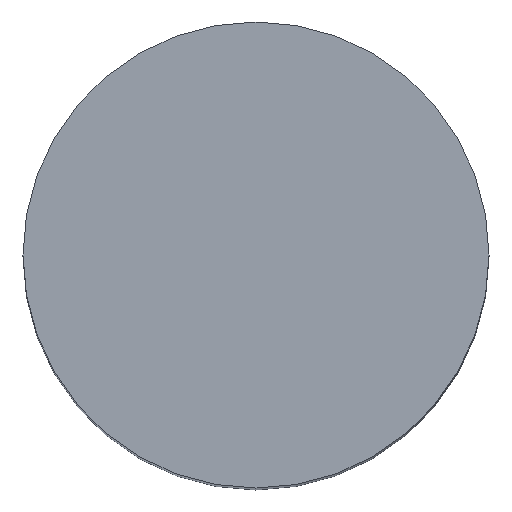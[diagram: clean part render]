
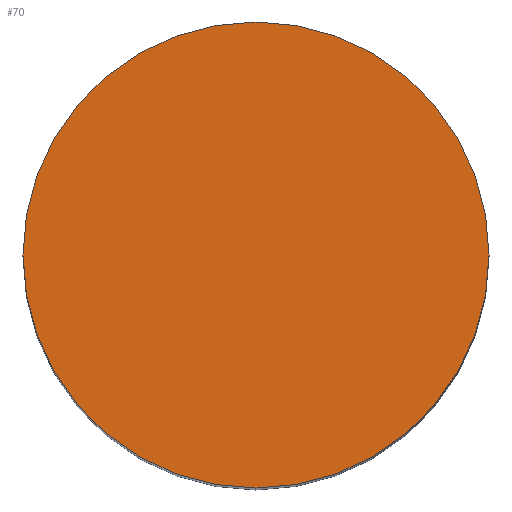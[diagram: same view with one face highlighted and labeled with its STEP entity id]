
A CAD part, top view. The second image highlights one B-rep face of the part: STEP entity #70.
In plain terms, the highlighted planar face has unit normal (0, 0, 1).
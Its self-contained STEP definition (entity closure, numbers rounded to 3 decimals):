
#2 = AXIS2_PLACEMENT_3D ( 'NONE', #39, #120, #27 ) ;
#4 = CIRCLE ( 'NONE', #2, 5.95 ) ;
#10 = ORIENTED_EDGE ( 'NONE', *, *, #41, .T. ) ;
#27 = DIRECTION ( 'NONE',  ( 1., 0., 0. ) ) ;
#35 = AXIS2_PLACEMENT_3D ( 'NONE', #71, #116, #53 ) ;
#36 = DIRECTION ( 'NONE',  ( 0., 0., 1. ) ) ;
#38 = CARTESIAN_POINT ( 'NONE',  ( -24.446, 12.94, 29. ) ) ;
#39 = CARTESIAN_POINT ( 'NONE',  ( -18.496, 12.94, 29. ) ) ;
#41 = EDGE_CURVE ( 'NONE', #46, #102, #58, .T. ) ;
#46 = VERTEX_POINT ( 'NONE', #38 ) ;
#52 = EDGE_CURVE ( 'NONE', #102, #46, #4, .T. ) ;
#53 = DIRECTION ( 'NONE',  ( 1., 0., 0. ) ) ;
#56 = CARTESIAN_POINT ( 'NONE',  ( -12.546, 12.94, 29. ) ) ;
#57 = EDGE_LOOP ( 'NONE', ( #10, #113 ) ) ;
#58 = CIRCLE ( 'NONE', #35, 5.95 ) ;
#65 = FACE_OUTER_BOUND ( 'NONE', #57, .T. ) ;
#66 = AXIS2_PLACEMENT_3D ( 'NONE', #125, #36, #100 ) ;
#70 = ADVANCED_FACE ( 'NONE', ( #65 ), #77, .T. ) ;
#71 = CARTESIAN_POINT ( 'NONE',  ( -18.496, 12.94, 29. ) ) ;
#77 = PLANE ( 'NONE',  #66 ) ;
#100 = DIRECTION ( 'NONE',  ( 1., 0., 0. ) ) ;
#102 = VERTEX_POINT ( 'NONE', #56 ) ;
#113 = ORIENTED_EDGE ( 'NONE', *, *, #52, .T. ) ;
#116 = DIRECTION ( 'NONE',  ( 0., 0., 1. ) ) ;
#120 = DIRECTION ( 'NONE',  ( 0., 0., 1. ) ) ;
#125 = CARTESIAN_POINT ( 'NONE',  ( -18.496, 12.94, 29. ) ) ;
